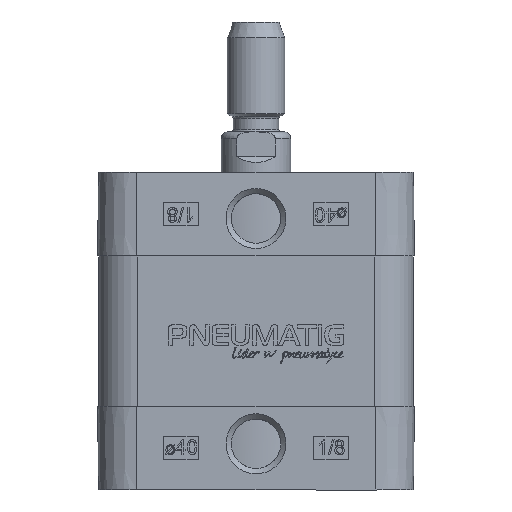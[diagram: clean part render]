
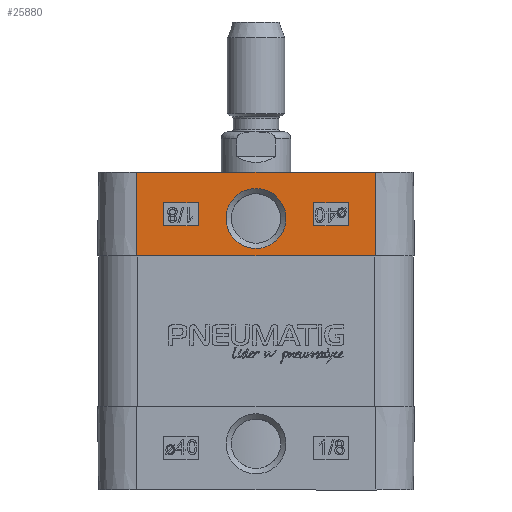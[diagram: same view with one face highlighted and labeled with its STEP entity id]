
A CAD part, left-side view. The second image highlights one B-rep face of the part: STEP entity #25880.
In plain terms, the highlighted planar face has unit normal (-1, 0, 0.009).
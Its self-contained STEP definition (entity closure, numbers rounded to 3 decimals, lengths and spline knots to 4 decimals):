
#1071=PLANE($,#27664);
#1815=LINE($,#35538,#3806);
#1890=LINE($,#35833,#3881);
#2073=LINE($,#37001,#4064);
#2075=LINE($,#37005,#4066);
#2077=LINE($,#37009,#4068);
#2079=LINE($,#37012,#4070);
#2081=LINE($,#37018,#4072);
#2083=LINE($,#37022,#4074);
#2085=LINE($,#37026,#4076);
#2087=LINE($,#37029,#4078);
#2089=LINE($,#37147,#4080);
#2090=LINE($,#37148,#4081);
#3806=VECTOR($,#29745,4.13);
#3881=VECTOR($,#30050,4.13);
#4064=VECTOR($,#30387,0.4);
#4066=VECTOR($,#30391,0.6);
#4068=VECTOR($,#30395,0.4);
#4070=VECTOR($,#30399,0.6);
#4072=VECTOR($,#30405,0.4);
#4074=VECTOR($,#30409,0.6);
#4076=VECTOR($,#30413,0.4);
#4078=VECTOR($,#30417,0.6);
#4080=VECTOR($,#30423,1.4501);
#4081=VECTOR($,#30424,1.4501);
#5507=FACE_BOUND($,#9225,.T.);
#5508=FACE_BOUND($,#9226,.T.);
#5509=FACE_BOUND($,#9227,.T.);
#5766=B_SPLINE_CURVE_WITH_KNOTS($,3,(#37085,#37086,#37087,#37088,#37089,
#37090,#37091,#37092,#37093,#37094,#37095,#37096,#37097,#37098,#37099,#37100,
#37101,#37102,#37103,#37104,#37105,#37106,#37107,#37108,#37109,#37110,#37111,
#37112,#37113,#37114,#37115,#37116,#37117,#37118,#37119,#37120,#37121,#37122,
#37123,#37124,#37125,#37126,#37127,#37128,#37129,#37130,#37131,#37132,#37133,
#37134,#37135,#37136,#37137,#37138,#37139,#37140,#37141,#37142,#37143,#37144,
#37145),.UNSPECIFIED.,.T.,.F.,(4,3,3,3,3,3,3,3,3,3,3,3,3,3,3,3,3,3,3,3,
4),(0.,0.1903,0.2286,0.4161,0.5944,
0.936,1.3093,1.5924,1.636,1.8914,
2.1013,2.1255,2.3349,2.5051,2.8549,
3.2246,3.5178,3.5525,3.8246,4.056,
4.2904),.UNSPECIFIED.);
#7567=FACE_OUTER_BOUND($,#9224,.T.);
#9224=EDGE_LOOP($,(#19703,#19704,#19705,#19706));
#9225=EDGE_LOOP($,(#19707,#19708,#19709,#19710));
#9226=EDGE_LOOP($,(#19711,#19712,#19713,#19714));
#9227=EDGE_LOOP($,(#19715));
#11318=VERTEX_POINT($,#35535);
#11319=VERTEX_POINT($,#35537);
#11423=VERTEX_POINT($,#35830);
#11424=VERTEX_POINT($,#35832);
#11651=VERTEX_POINT($,#36998);
#11652=VERTEX_POINT($,#37000);
#11653=VERTEX_POINT($,#37004);
#11654=VERTEX_POINT($,#37008);
#11655=VERTEX_POINT($,#37015);
#11656=VERTEX_POINT($,#37017);
#11657=VERTEX_POINT($,#37021);
#11658=VERTEX_POINT($,#37025);
#11659=VERTEX_POINT($,#37083);
#14195=EDGE_CURVE($,#11319,#11318,#1815,.T.);
#14324=EDGE_CURVE($,#11424,#11423,#1890,.T.);
#14628=EDGE_CURVE($,#11652,#11651,#2073,.T.);
#14630=EDGE_CURVE($,#11653,#11652,#2075,.T.);
#14632=EDGE_CURVE($,#11654,#11653,#2077,.T.);
#14634=EDGE_CURVE($,#11651,#11654,#2079,.T.);
#14636=EDGE_CURVE($,#11656,#11655,#2081,.T.);
#14638=EDGE_CURVE($,#11657,#11656,#2083,.T.);
#14640=EDGE_CURVE($,#11658,#11657,#2085,.T.);
#14642=EDGE_CURVE($,#11655,#11658,#2087,.T.);
#14644=EDGE_CURVE($,#11659,#11659,#5766,.T.);
#14645=EDGE_CURVE($,#11424,#11318,#2089,.T.);
#14646=EDGE_CURVE($,#11423,#11319,#2090,.T.);
#19703=ORIENTED_EDGE($,*,*,#14195,.T.);
#19704=ORIENTED_EDGE($,*,*,#14645,.F.);
#19705=ORIENTED_EDGE($,*,*,#14324,.T.);
#19706=ORIENTED_EDGE($,*,*,#14646,.T.);
#19707=ORIENTED_EDGE($,*,*,#14628,.T.);
#19708=ORIENTED_EDGE($,*,*,#14634,.T.);
#19709=ORIENTED_EDGE($,*,*,#14632,.T.);
#19710=ORIENTED_EDGE($,*,*,#14630,.T.);
#19711=ORIENTED_EDGE($,*,*,#14636,.T.);
#19712=ORIENTED_EDGE($,*,*,#14642,.T.);
#19713=ORIENTED_EDGE($,*,*,#14640,.T.);
#19714=ORIENTED_EDGE($,*,*,#14638,.T.);
#19715=ORIENTED_EDGE($,*,*,#14644,.F.);
#25880=ADVANCED_FACE($,(#7567,#5507,#5508,#5509),#1071,.T.);
#27664=AXIS2_PLACEMENT_3D($,#37146,#30421,#30422);
#29745=DIRECTION($,(0.,1.,0.));
#30050=DIRECTION($,(0.,-1.,0.));
#30387=DIRECTION($,(-0.009,0.,-1.));
#30391=DIRECTION($,(0.,-1.,0.));
#30395=DIRECTION($,(0.009,0.,1.));
#30399=DIRECTION($,(0.,1.,0.));
#30405=DIRECTION($,(-0.009,0.,-1.));
#30409=DIRECTION($,(0.,-1.,0.));
#30413=DIRECTION($,(0.009,0.,1.));
#30417=DIRECTION($,(0.,1.,0.));
#30421=DIRECTION('center_axis',(-1.,0.,
0.009));
#30422=DIRECTION('ref_axis',(0.009,0.,
1.));
#30423=DIRECTION($,(0.009,0.,1.));
#30424=DIRECTION($,(0.009,0.,1.));
#35535=CARTESIAN_POINT('',(-2.7273,2.065,5.5));
#35537=CARTESIAN_POINT('',(-2.7273,-2.065,5.5));
#35538=CARTESIAN_POINT($,(-2.7273,-2.065,5.5));
#35830=CARTESIAN_POINT('',(-2.74,-2.065,4.05));
#35832=CARTESIAN_POINT('',(-2.74,2.065,4.05));
#35833=CARTESIAN_POINT($,(-2.74,2.065,4.05));
#36998=CARTESIAN_POINT('',(-2.7354,1.,4.575));
#37000=CARTESIAN_POINT('',(-2.7319,1.,4.975));
#37001=CARTESIAN_POINT($,(-2.7319,1.,4.975));
#37004=CARTESIAN_POINT('',(-2.7319,1.6,4.975));
#37005=CARTESIAN_POINT($,(-2.7319,1.6,4.975));
#37008=CARTESIAN_POINT('',(-2.7354,1.6,4.575));
#37009=CARTESIAN_POINT($,(-2.7354,1.6,4.575));
#37012=CARTESIAN_POINT($,(-2.7354,1.,4.575));
#37015=CARTESIAN_POINT('',(-2.7354,-1.6,4.575));
#37017=CARTESIAN_POINT('',(-2.7319,-1.6,4.975));
#37018=CARTESIAN_POINT($,(-2.7319,-1.6,4.975));
#37021=CARTESIAN_POINT('',(-2.7319,-1.,4.975));
#37022=CARTESIAN_POINT($,(-2.7319,-1.,4.975));
#37025=CARTESIAN_POINT('',(-2.7354,-1.,4.575));
#37026=CARTESIAN_POINT($,(-2.7354,-1.,4.575));
#37029=CARTESIAN_POINT($,(-2.7354,-1.6,4.575));
#37083=CARTESIAN_POINT('',(-2.7389,0.,4.1813));
#37085=CARTESIAN_POINT('Ctrl Pts',(-2.7298,-0.0001,
5.219));
#37086=CARTESIAN_POINT('Ctrl Pts',(-2.7298,0.0633,
5.2191));
#37087=CARTESIAN_POINT('Ctrl Pts',(-2.7299,0.1281,
5.2081));
#37088=CARTESIAN_POINT('Ctrl Pts',(-2.7301,0.1895,5.1845));
#37089=CARTESIAN_POINT('Ctrl Pts',(-2.7301,0.2018,
5.1798));
#37090=CARTESIAN_POINT('Ctrl Pts',(-2.7302,0.214,
5.1745));
#37091=CARTESIAN_POINT('Ctrl Pts',(-2.7302,0.2256,
5.169));
#37092=CARTESIAN_POINT('Ctrl Pts',(-2.7305,0.282,5.1421));
#37093=CARTESIAN_POINT('Ctrl Pts',(-2.7308,0.3244,
5.1086));
#37094=CARTESIAN_POINT('Ctrl Pts',(-2.731,0.3533,5.0816));
#37095=CARTESIAN_POINT('Ctrl Pts',(-2.7312,0.3809,5.0558));
#37096=CARTESIAN_POINT('Ctrl Pts',(-2.7314,0.402,
5.0312));
#37097=CARTESIAN_POINT('Ctrl Pts',(-2.7317,0.4224,
5.0025));
#37098=CARTESIAN_POINT('Ctrl Pts',(-2.7322,0.4615,
4.9476));
#37099=CARTESIAN_POINT('Ctrl Pts',(-2.7327,0.491,4.8839));
#37100=CARTESIAN_POINT('Ctrl Pts',(-2.7333,0.5064,4.8165));
#37101=CARTESIAN_POINT('Ctrl Pts',(-2.734,0.5232,
4.7428));
#37102=CARTESIAN_POINT('Ctrl Pts',(-2.7346,0.5238,
4.6631));
#37103=CARTESIAN_POINT('Ctrl Pts',(-2.7353,0.5062,
4.5854));
#37104=CARTESIAN_POINT('Ctrl Pts',(-2.7358,0.4928,
4.5265));
#37105=CARTESIAN_POINT('Ctrl Pts',(-2.7363,0.4716,
4.4697));
#37106=CARTESIAN_POINT('Ctrl Pts',(-2.7369,0.4282,
4.4064));
#37107=CARTESIAN_POINT('Ctrl Pts',(-2.737,0.4214,
4.3967));
#37108=CARTESIAN_POINT('Ctrl Pts',(-2.7371,0.4142,
4.3869));
#37109=CARTESIAN_POINT('Ctrl Pts',(-2.7371,0.4064,4.3771));
#37110=CARTESIAN_POINT('Ctrl Pts',(-2.7376,0.3605,
4.32));
#37111=CARTESIAN_POINT('Ctrl Pts',(-2.7381,0.2946,
4.2669));
#37112=CARTESIAN_POINT('Ctrl Pts',(-2.7384,0.221,4.232));
#37113=CARTESIAN_POINT('Ctrl Pts',(-2.7387,0.1604,
4.2034));
#37114=CARTESIAN_POINT('Ctrl Pts',(-2.7388,0.0933,
4.1853));
#37115=CARTESIAN_POINT('Ctrl Pts',(-2.7388,0.0239,
4.1819));
#37116=CARTESIAN_POINT('Ctrl Pts',(-2.7389,0.0159,
4.1815));
#37117=CARTESIAN_POINT('Ctrl Pts',(-2.7389,0.0078,
4.1813));
#37118=CARTESIAN_POINT('Ctrl Pts',(-2.7389,0.,
4.1813));
#37119=CARTESIAN_POINT('Ctrl Pts',(-2.7389,-0.068,
4.1813));
#37120=CARTESIAN_POINT('Ctrl Pts',(-2.7387,-0.1251,
4.1957));
#37121=CARTESIAN_POINT('Ctrl Pts',(-2.7386,-0.1641,
4.2089));
#37122=CARTESIAN_POINT('Ctrl Pts',(-2.7385,-0.1957,
4.2197));
#37123=CARTESIAN_POINT('Ctrl Pts',(-2.7384,-0.2237,
4.2322));
#37124=CARTESIAN_POINT('Ctrl Pts',(-2.7383,-0.2519,
4.2478));
#37125=CARTESIAN_POINT('Ctrl Pts',(-2.738,-0.3101,
4.28));
#37126=CARTESIAN_POINT('Ctrl Pts',(-2.7376,-0.3633,
4.3232));
#37127=CARTESIAN_POINT('Ctrl Pts',(-2.7371,-0.4065,
4.3771));
#37128=CARTESIAN_POINT('Ctrl Pts',(-2.7366,-0.4522,
4.434));
#37129=CARTESIAN_POINT('Ctrl Pts',(-2.736,-0.4884,
4.5066));
#37130=CARTESIAN_POINT('Ctrl Pts',(-2.7353,-0.5064,
4.5853));
#37131=CARTESIAN_POINT('Ctrl Pts',(-2.7348,-0.5207,
4.6476));
#37132=CARTESIAN_POINT('Ctrl Pts',(-2.7342,-0.5257,
4.7116));
#37133=CARTESIAN_POINT('Ctrl Pts',(-2.7336,-0.5125,
4.7886));
#37134=CARTESIAN_POINT('Ctrl Pts',(-2.7335,-0.511,
4.7977));
#37135=CARTESIAN_POINT('Ctrl Pts',(-2.7334,-0.5091,
4.8069));
#37136=CARTESIAN_POINT('Ctrl Pts',(-2.7333,-0.507,
4.8163));
#37137=CARTESIAN_POINT('Ctrl Pts',(-2.7327,-0.49,
4.8898));
#37138=CARTESIAN_POINT('Ctrl Pts',(-2.732,-0.4515,4.969));
#37139=CARTESIAN_POINT('Ctrl Pts',(-2.7314,-0.3971,
5.0338));
#37140=CARTESIAN_POINT('Ctrl Pts',(-2.7309,-0.3509,
5.0888));
#37141=CARTESIAN_POINT('Ctrl Pts',(-2.7305,-0.2927,
5.136));
#37142=CARTESIAN_POINT('Ctrl Pts',(-2.7302,-0.2252,
5.1685));
#37143=CARTESIAN_POINT('Ctrl Pts',(-2.73,-0.1569,
5.2015));
#37144=CARTESIAN_POINT('Ctrl Pts',(-2.7298,-0.0782,
5.219));
#37145=CARTESIAN_POINT('Ctrl Pts',(-2.7298,-0.0001,
5.219));
#37146=CARTESIAN_POINT('Origin',(-2.74,0.,4.05));
#37147=CARTESIAN_POINT($,(-2.74,2.065,4.05));
#37148=CARTESIAN_POINT($,(-2.74,-2.065,4.05));
